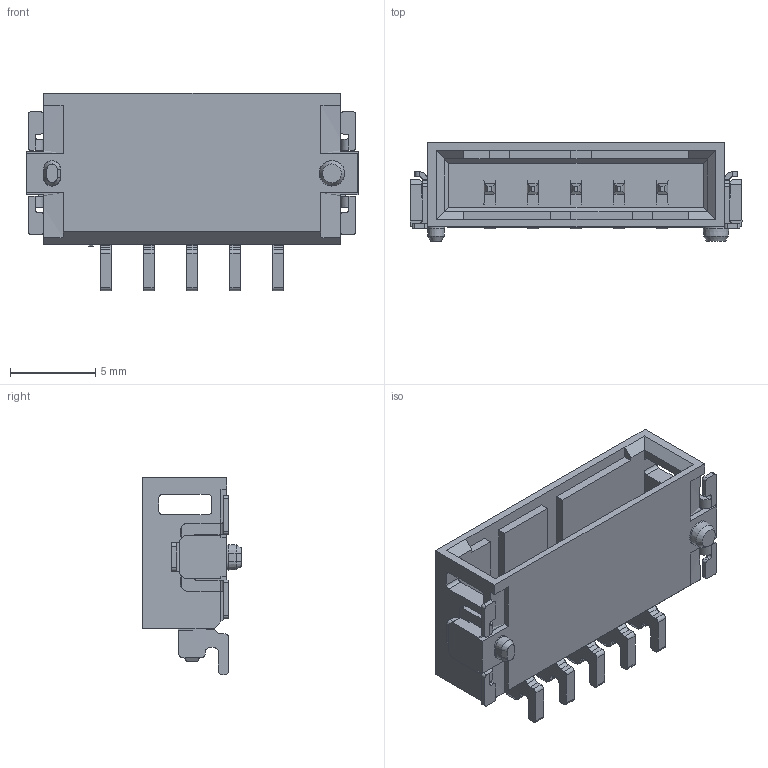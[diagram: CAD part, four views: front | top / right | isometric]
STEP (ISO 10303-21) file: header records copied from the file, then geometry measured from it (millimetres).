
FILE_DESCRIPTION( ('This file contains a STEP AP42 implementation' ,'as created by ZW3D STEP Interface translator.') ,'2;1' );
FILE_NAME( '3915-P05-1ZXXWDXR1.stp' ,'23 9 1.135643', (''), ('ZWCAD Software Co.'), 'Version 1.0', 'ZW3D to STEP translator', '' );
FILE_SCHEMA(('AUTOMOTIVE_DESIGN { 1 0 10303 214 1 1 1 1 }'));
Length unit declared in the file: millimetre
Products named in the file (2): 0; M5-90-ASM11
Bounding box: 19.52 x 5.8 x 11.6 mm (x, y, z)
Volume: 438.1 mm3; surface area: 1187 mm2
Topology: 1 solids, 1 shells, 650 faces, 1875 edges, 1226 vertices
Faces by surface type: plane 446, cylinder 195, cone 6, bspline 3
Full cylindrical faces by diameter (mm): 1.5 x1
Entity records: 23776 total; most frequent: CARTESIAN_POINT 6682, ORIENTED_EDGE 3758, DIRECTION 2925, EDGE_CURVE 1876, VERTEX_POINT 1226, VECTOR 1155, LINE 1155, AXIS2_PLACEMENT_3D 885
